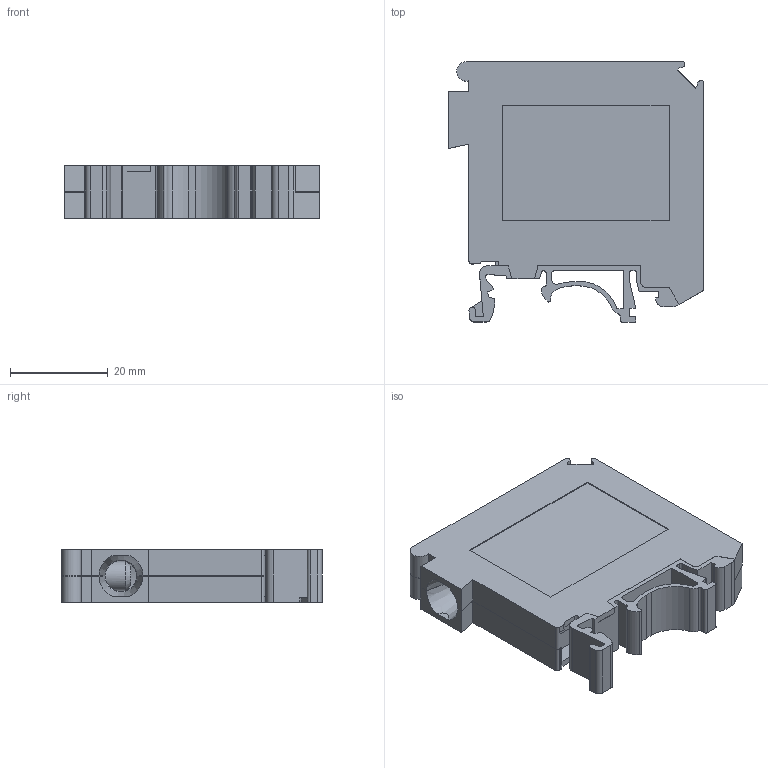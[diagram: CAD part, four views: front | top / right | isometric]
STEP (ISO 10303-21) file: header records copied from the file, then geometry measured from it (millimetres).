
FILE_DESCRIPTION(/* description */ ('Unknown'),/* implementation_level */ '2;1');
FILE_NAME(/* name */ 'LPT_325_3D',/* time_stamp */ '2021-08-04T11:49:58+05:00',/* author */ ('Unknown'),/* organization */ ('Unknown'),/* preprocessor_version */ 'ST-DEVELOPER v16.7',/* originating_system */ 'DEX',/* authorisation */ $);
FILE_SCHEMA (('AUTOMOTIVE_DESIGN {1 0 10303 214 3 1 1}'));
Length unit declared in the file: millimetre
Products named in the file (1): LPT_325_A2
Bounding box: 52 x 53.2 x 10.81 mm (x, y, z)
Volume: 16873.9 mm3; surface area: 20542.8 mm2
Topology: 1 solids, 6 shells, 899 faces, 2385 edges, 1499 vertices
Faces by surface type: plane 415, cone 261, cylinder 210, torus 11, bspline 2
Full cylindrical faces by diameter (mm): 1.5 x5, 2 x5, 3.05 x4, 5.998 x4, 6 x7, 6.4 x82, 6.5 x2
Entity records: 32415 total; most frequent: CARTESIAN_POINT 5230, DIRECTION 4195, ORIENTED_EDGE 4088, EDGE_CURVE 2044, AXIS2_PLACEMENT_3D 1505, VERTEX_POINT 1460, FACE_BOUND 1268, EDGE_LOOP 1260
